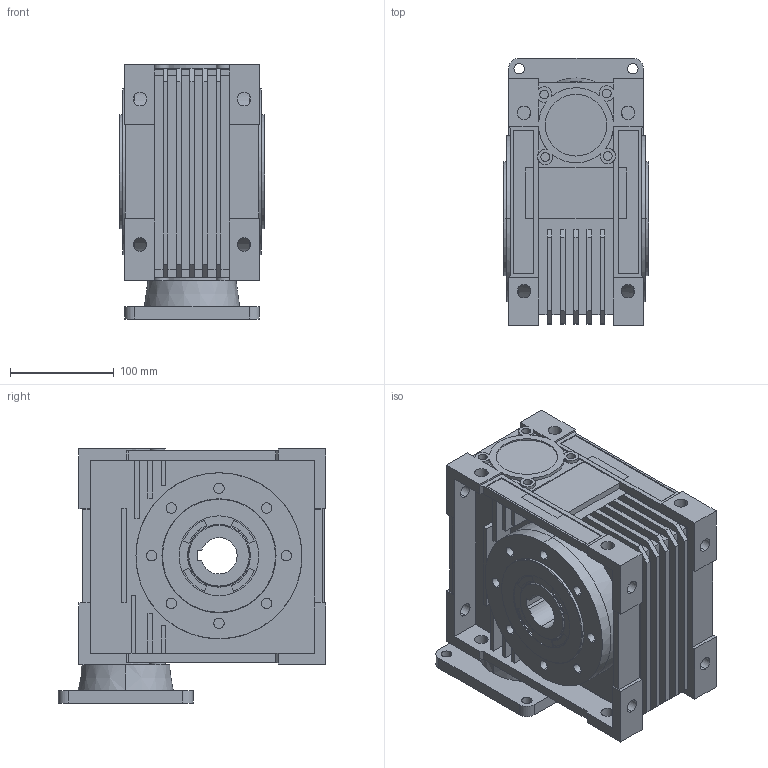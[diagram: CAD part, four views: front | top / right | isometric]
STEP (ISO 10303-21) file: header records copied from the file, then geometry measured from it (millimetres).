
FILE_DESCRIPTION (( 'STEP AP214' ), '1' );
FILE_NAME ('STP_130步进_24_无_不配附件_空心轴.step', '2019-11-13T03:34:00', ( 'IT Division' ), ( 'IT' ), 'SwSTEP 2.0', 'SolidWorks 2016', '' );
FILE_SCHEMA (( 'AUTOMOTIVE_DESIGN' ));
Length unit declared in the file: millimetre
Products named in the file (1): STP_130步进_24_无_不配附件_空心轴
Bounding box: 140 x 258 x 245 mm (x, y, z)
Volume: 5022306.3 mm3; surface area: 452159.3 mm2
Topology: 1 solids, 2 shells, 681 faces, 1736 edges, 1134 vertices
Faces by surface type: plane 447, cylinder 203, cone 17, torus 14
Entity records: 22036 total; most frequent: CARTESIAN_POINT 3690, DIRECTION 3589, ORIENTED_EDGE 3472, EDGE_CURVE 1736, LINE 1235, VECTOR 1235, AXIS2_PLACEMENT_3D 1177, VERTEX_POINT 1134
